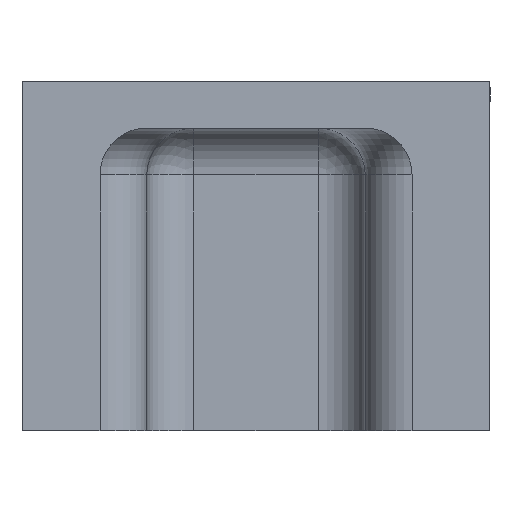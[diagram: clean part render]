
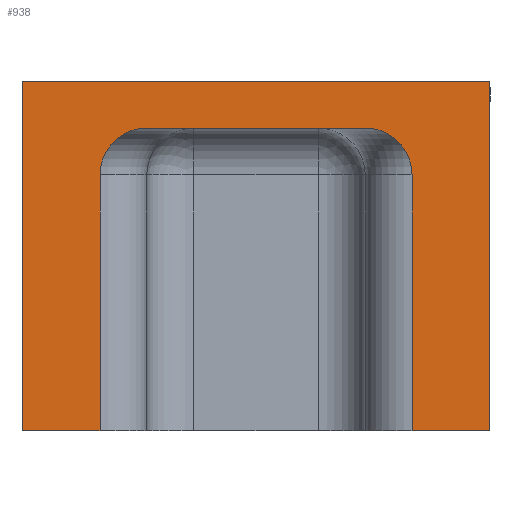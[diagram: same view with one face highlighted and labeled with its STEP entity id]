
A CAD part, front view. The second image highlights one B-rep face of the part: STEP entity #938.
In plain terms, the highlighted planar face has unit normal (0, -1, 0).
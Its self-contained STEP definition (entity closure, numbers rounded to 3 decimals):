
#73=PLANE('',#1075);
#128=FACE_OUTER_BOUND('',#188,.T.);
#188=EDGE_LOOP('',(#850,#851,#852,#853,#854,#855,#856,#857,#858,#859));
#203=LINE('',#1414,#275);
#221=LINE('',#1498,#293);
#224=LINE('',#1504,#296);
#245=LINE('',#1606,#317);
#256=LINE('',#1637,#328);
#259=LINE('',#1644,#331);
#262=LINE('',#1650,#334);
#264=LINE('',#1654,#336);
#275=VECTOR('',#1105,10.);
#293=VECTOR('',#1183,10.);
#296=VECTOR('',#1188,10.);
#317=VECTOR('',#1315,10.);
#328=VECTOR('',#1350,10.);
#331=VECTOR('',#1361,10.);
#334=VECTOR('',#1370,10.);
#336=VECTOR('',#1376,10.);
#364=CIRCLE('',#1007,3.);
#380=CIRCLE('',#1032,3.);
#399=VERTEX_POINT('',#1388);
#411=VERTEX_POINT('',#1412);
#437=VERTEX_POINT('',#1495);
#438=VERTEX_POINT('',#1497);
#439=VERTEX_POINT('',#1501);
#440=VERTEX_POINT('',#1503);
#445=VERTEX_POINT('',#1517);
#458=VERTEX_POINT('',#1561);
#468=VERTEX_POINT('',#1605);
#476=VERTEX_POINT('',#1635);
#493=EDGE_CURVE('',#411,#399,#203,.T.);
#532=EDGE_CURVE('',#437,#438,#221,.T.);
#535=EDGE_CURVE('',#440,#439,#224,.T.);
#542=EDGE_CURVE('',#399,#445,#364,.T.);
#565=EDGE_CURVE('',#458,#411,#380,.T.);
#586=EDGE_CURVE('',#468,#445,#245,.T.);
#602=EDGE_CURVE('',#476,#458,#256,.T.);
#605=EDGE_CURVE('',#438,#439,#259,.T.);
#608=EDGE_CURVE('',#437,#468,#262,.T.);
#610=EDGE_CURVE('',#476,#440,#264,.T.);
#850=ORIENTED_EDGE('',*,*,#610,.T.);
#851=ORIENTED_EDGE('',*,*,#535,.T.);
#852=ORIENTED_EDGE('',*,*,#605,.F.);
#853=ORIENTED_EDGE('',*,*,#532,.F.);
#854=ORIENTED_EDGE('',*,*,#608,.T.);
#855=ORIENTED_EDGE('',*,*,#586,.T.);
#856=ORIENTED_EDGE('',*,*,#542,.F.);
#857=ORIENTED_EDGE('',*,*,#493,.F.);
#858=ORIENTED_EDGE('',*,*,#565,.F.);
#859=ORIENTED_EDGE('',*,*,#602,.F.);
#938=ADVANCED_FACE('',(#128),#73,.T.);
#1007=AXIS2_PLACEMENT_3D('',#1518,#1202,#1203);
#1032=AXIS2_PLACEMENT_3D('',#1563,#1259,#1260);
#1075=AXIS2_PLACEMENT_3D('',#1653,#1374,#1375);
#1105=DIRECTION('',(-1.,0.,0.));
#1183=DIRECTION('',(0.,0.,1.));
#1188=DIRECTION('',(0.,0.,1.));
#1202=DIRECTION('center_axis',(0.,-1.,0.));
#1203=DIRECTION('ref_axis',(-0.707,0.,0.707));
#1259=DIRECTION('center_axis',(0.,-1.,0.));
#1260=DIRECTION('ref_axis',(0.707,0.,0.707));
#1315=DIRECTION('',(0.,0.,1.));
#1350=DIRECTION('',(0.,0.,1.));
#1361=DIRECTION('',(1.,0.,0.));
#1370=DIRECTION('',(1.,0.,0.));
#1374=DIRECTION('center_axis',(0.,-1.,0.));
#1375=DIRECTION('ref_axis',(1.,0.,0.));
#1376=DIRECTION('',(1.,0.,0.));
#1388=CARTESIAN_POINT('',(-7.,-40.5,19.4));
#1412=CARTESIAN_POINT('',(7.,-40.5,19.4));
#1414=CARTESIAN_POINT('',(10.,-40.5,19.4));
#1495=CARTESIAN_POINT('',(-15.,-40.5,0.));
#1497=CARTESIAN_POINT('',(-15.,-40.5,22.4));
#1498=CARTESIAN_POINT('',(-15.,-40.5,0.));
#1501=CARTESIAN_POINT('',(15.,-40.5,22.4));
#1503=CARTESIAN_POINT('',(15.,-40.5,0.));
#1504=CARTESIAN_POINT('',(15.,-40.5,0.));
#1517=CARTESIAN_POINT('',(-10.,-40.5,16.4));
#1518=CARTESIAN_POINT('Origin',(-7.,-40.5,16.4));
#1561=CARTESIAN_POINT('',(10.,-40.5,16.4));
#1563=CARTESIAN_POINT('Origin',(7.,-40.5,16.4));
#1605=CARTESIAN_POINT('',(-10.,-40.5,0.));
#1606=CARTESIAN_POINT('',(-10.,-40.5,0.));
#1635=CARTESIAN_POINT('',(10.,-40.5,0.));
#1637=CARTESIAN_POINT('',(10.,-40.5,0.));
#1644=CARTESIAN_POINT('',(-15.,-40.5,22.4));
#1650=CARTESIAN_POINT('',(-15.,-40.5,0.));
#1653=CARTESIAN_POINT('Origin',(10.,-40.5,0.));
#1654=CARTESIAN_POINT('',(10.,-40.5,0.));
